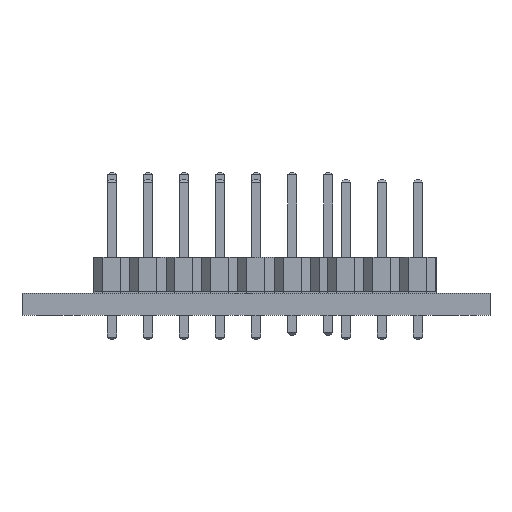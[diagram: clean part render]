
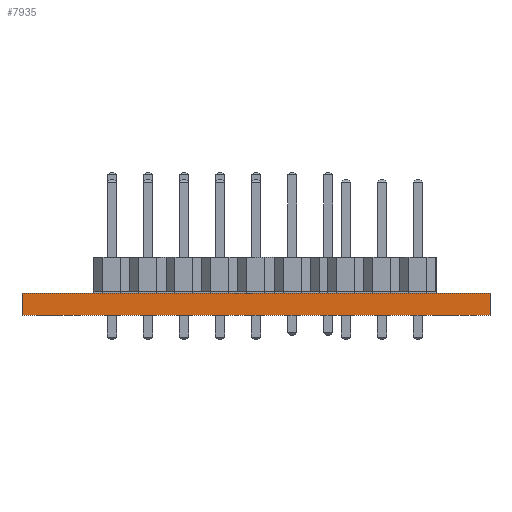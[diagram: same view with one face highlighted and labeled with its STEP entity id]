
A CAD part, front view. The second image highlights one B-rep face of the part: STEP entity #7935.
In plain terms, the highlighted planar face has unit normal (0, -1, 0).
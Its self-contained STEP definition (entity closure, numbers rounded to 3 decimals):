
#190=PLANE('',#8524);
#632=FACE_OUTER_BOUND('',#1074,.T.);
#1074=EDGE_LOOP('',(#5588,#5589,#5590,#5591));
#1642=LINE('',#11306,#2624);
#1643=LINE('',#11309,#2625);
#1644=LINE('',#11311,#2626);
#1645=LINE('',#11312,#2627);
#2624=VECTOR('',#9269,10.);
#2625=VECTOR('',#9272,10.);
#2626=VECTOR('',#9273,10.);
#2627=VECTOR('',#9274,10.);
#3742=VERTEX_POINT('',#11302);
#3743=VERTEX_POINT('',#11304);
#3744=VERTEX_POINT('',#11308);
#3745=VERTEX_POINT('',#11310);
#4466=EDGE_CURVE('',#3742,#3743,#1642,.T.);
#4467=EDGE_CURVE('',#3744,#3742,#1643,.T.);
#4468=EDGE_CURVE('',#3745,#3743,#1644,.T.);
#4469=EDGE_CURVE('',#3744,#3745,#1645,.T.);
#5588=ORIENTED_EDGE('',*,*,#4467,.T.);
#5589=ORIENTED_EDGE('',*,*,#4466,.T.);
#5590=ORIENTED_EDGE('',*,*,#4468,.F.);
#5591=ORIENTED_EDGE('',*,*,#4469,.F.);
#7935=ADVANCED_FACE('',(#632),#190,.T.);
#8524=AXIS2_PLACEMENT_3D('',#11307,#9270,#9271);
#9269=DIRECTION('',(0.,0.,1.));
#9270=DIRECTION('center_axis',(0.,-1.,0.));
#9271=DIRECTION('ref_axis',(1.,0.,0.));
#9272=DIRECTION('',(1.,0.,0.));
#9273=DIRECTION('',(1.,0.,0.));
#9274=DIRECTION('',(0.,0.,1.));
#11302=CARTESIAN_POINT('',(33.02,3.81,0.));
#11304=CARTESIAN_POINT('',(33.02,3.81,1.57));
#11306=CARTESIAN_POINT('',(33.02,3.81,0.));
#11307=CARTESIAN_POINT('Origin',(0.,3.81,0.));
#11308=CARTESIAN_POINT('',(0.,3.81,0.));
#11309=CARTESIAN_POINT('',(0.,3.81,0.));
#11310=CARTESIAN_POINT('',(0.,3.81,1.57));
#11311=CARTESIAN_POINT('',(0.,3.81,1.57));
#11312=CARTESIAN_POINT('',(0.,3.81,0.));
